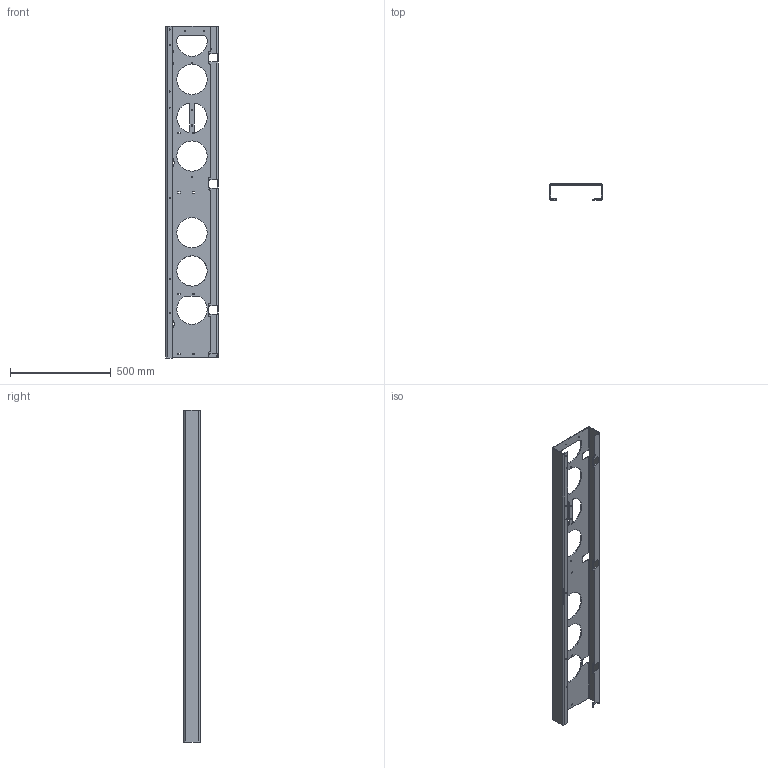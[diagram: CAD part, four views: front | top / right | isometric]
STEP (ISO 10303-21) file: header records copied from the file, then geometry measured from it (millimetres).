
FILE_DESCRIPTION(('STEP AP214'),'1');
FILE_NAME('ligger 02 autotransporter wabtec.stp','2021-04-28T09:28:06',(' '),(' '),'Spatial InterOp 3D',' ',' ');
FILE_SCHEMA(('AUTOMOTIVE_DESIGN { 1 0 10303 214 1 1 1 1 }'));
Length unit declared in the file: millimetre
Products named in the file (1): ligger 02 autotransporter wabtec
Bounding box: 260 x 80 x 1646.4 mm (x, y, z)
Volume: 2539831.1 mm3; surface area: 1308702.7 mm2
Topology: 1 solids, 1 shells, 235 faces, 683 edges, 438 vertices
Faces by surface type: plane 120, cylinder 115
Entity records: 9829 total; most frequent: DIRECTION 1387, ORIENTED_EDGE 1366, CARTESIAN_POINT 1357, EDGE_CURVE 683, AXIS2_PLACEMENT_3D 468, LINE 451, VECTOR 451, VERTEX_POINT 438
